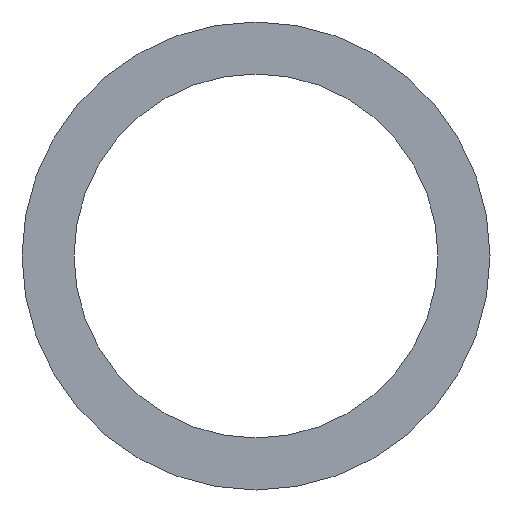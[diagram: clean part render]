
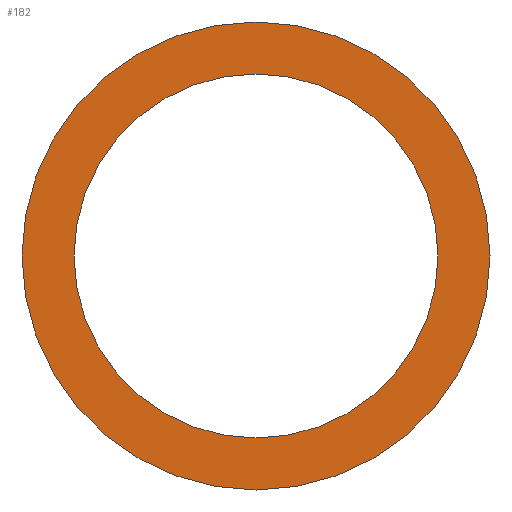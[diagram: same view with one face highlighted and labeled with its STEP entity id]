
A CAD part, front view. The second image highlights one B-rep face of the part: STEP entity #182.
In plain terms, the highlighted planar face has unit normal (0, -1, 0).
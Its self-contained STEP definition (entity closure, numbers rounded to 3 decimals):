
#1 = FACE_OUTER_BOUND ( 'NONE', #53, .T. ) ;
#5 = VERTEX_POINT ( 'NONE', #21 ) ;
#6 = DIRECTION ( 'NONE',  ( 0., 0., 1. ) ) ;
#15 = EDGE_CURVE ( 'NONE', #5, #98, #44, .T. ) ;
#16 = CARTESIAN_POINT ( 'NONE',  ( 0., 0., 4.5 ) ) ;
#20 = DIRECTION ( 'NONE',  ( 0., 0., 1. ) ) ;
#21 = CARTESIAN_POINT ( 'NONE',  ( 0., 0., -3.5 ) ) ;
#26 = AXIS2_PLACEMENT_3D ( 'NONE', #28, #137, #6 ) ;
#28 = CARTESIAN_POINT ( 'NONE',  ( 0., 0., 0. ) ) ;
#30 = EDGE_CURVE ( 'NONE', #178, #194, #192, .T. ) ;
#37 = DIRECTION ( 'NONE',  ( 0., 0., 1. ) ) ;
#41 = EDGE_CURVE ( 'NONE', #194, #178, #125, .T. ) ;
#44 = CIRCLE ( 'NONE', #191, 3.5 ) ;
#53 = EDGE_LOOP ( 'NONE', ( #92, #102 ) ) ;
#56 = DIRECTION ( 'NONE',  ( 0., 1., 0. ) ) ;
#69 = PLANE ( 'NONE',  #141 ) ;
#71 = EDGE_LOOP ( 'NONE', ( #202, #130 ) ) ;
#81 = CIRCLE ( 'NONE', #26, 3.5 ) ;
#86 = EDGE_CURVE ( 'NONE', #98, #5, #81, .T. ) ;
#87 = FACE_BOUND ( 'NONE', #71, .T. ) ;
#92 = ORIENTED_EDGE ( 'NONE', *, *, #30, .F. ) ;
#98 = VERTEX_POINT ( 'NONE', #204 ) ;
#100 = DIRECTION ( 'NONE',  ( 0., 0., 1. ) ) ;
#101 = CARTESIAN_POINT ( 'NONE',  ( 0., 0., 0. ) ) ;
#102 = ORIENTED_EDGE ( 'NONE', *, *, #41, .F. ) ;
#103 = AXIS2_PLACEMENT_3D ( 'NONE', #101, #163, #20 ) ;
#115 = CARTESIAN_POINT ( 'NONE',  ( 0., 0., 0. ) ) ;
#117 = AXIS2_PLACEMENT_3D ( 'NONE', #201, #56, #154 ) ;
#125 = CIRCLE ( 'NONE', #117, 4.5 ) ;
#130 = ORIENTED_EDGE ( 'NONE', *, *, #86, .T. ) ;
#131 = DIRECTION ( 'NONE',  ( 0., 1., 0. ) ) ;
#137 = DIRECTION ( 'NONE',  ( 0., 1., 0. ) ) ;
#141 = AXIS2_PLACEMENT_3D ( 'NONE', #176, #131, #100 ) ;
#154 = DIRECTION ( 'NONE',  ( 0., 0., 1. ) ) ;
#163 = DIRECTION ( 'NONE',  ( 0., 1., 0. ) ) ;
#176 = CARTESIAN_POINT ( 'NONE',  ( 0., 0., 0. ) ) ;
#177 = DIRECTION ( 'NONE',  ( 0., 1., 0. ) ) ;
#178 = VERTEX_POINT ( 'NONE', #200 ) ;
#182 = ADVANCED_FACE ( 'NONE', ( #1, #87 ), #69, .F. ) ;
#191 = AXIS2_PLACEMENT_3D ( 'NONE', #115, #177, #37 ) ;
#192 = CIRCLE ( 'NONE', #103, 4.5 ) ;
#194 = VERTEX_POINT ( 'NONE', #16 ) ;
#200 = CARTESIAN_POINT ( 'NONE',  ( 0., 0., -4.5 ) ) ;
#201 = CARTESIAN_POINT ( 'NONE',  ( 0., 0., 0. ) ) ;
#202 = ORIENTED_EDGE ( 'NONE', *, *, #15, .T. ) ;
#204 = CARTESIAN_POINT ( 'NONE',  ( 0., 0., 3.5 ) ) ;
